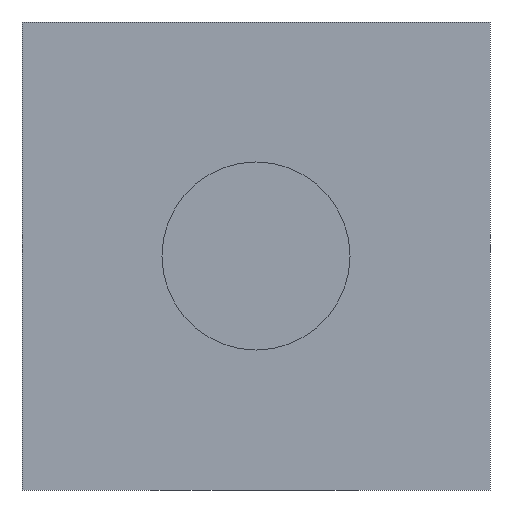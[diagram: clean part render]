
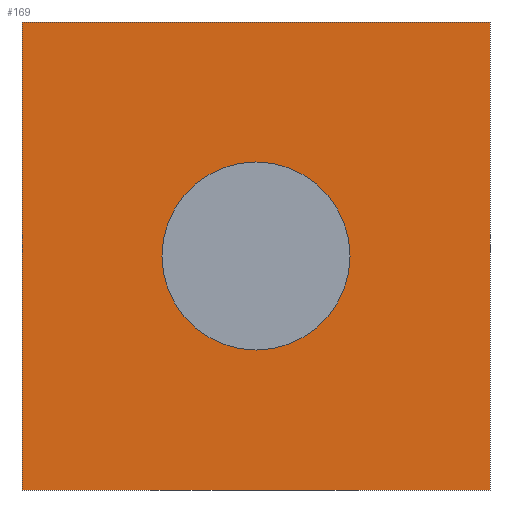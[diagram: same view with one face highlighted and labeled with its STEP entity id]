
A CAD part, front view. The second image highlights one B-rep face of the part: STEP entity #169.
In plain terms, the highlighted planar face has unit normal (0, -1, 0).
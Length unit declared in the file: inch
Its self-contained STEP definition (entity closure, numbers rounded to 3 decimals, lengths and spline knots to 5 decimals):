
#15=LINE('',#277,#27);
#19=LINE('',#285,#31);
#22=LINE('',#291,#34);
#25=LINE('',#296,#37);
#27=VECTOR('',#234,0.3937);
#31=VECTOR('',#240,0.3937);
#34=VECTOR('',#245,0.3937);
#37=VECTOR('',#250,0.3937);
#45=PLANE('',#206);
#52=FACE_BOUND('',#80,.T.);
#63=FACE_OUTER_BOUND('',#79,.T.);
#79=EDGE_LOOP('',(#147,#148,#149,#150));
#80=EDGE_LOOP('',(#151));
#86=CIRCLE('',#196,0.14063);
#92=VERTEX_POINT('',#265);
#95=VERTEX_POINT('',#275);
#96=VERTEX_POINT('',#276);
#99=VERTEX_POINT('',#284);
#101=VERTEX_POINT('',#290);
#106=EDGE_CURVE('',#92,#92,#86,.T.);
#109=EDGE_CURVE('',#95,#96,#15,.T.);
#113=EDGE_CURVE('',#96,#99,#19,.T.);
#116=EDGE_CURVE('',#99,#101,#22,.T.);
#119=EDGE_CURVE('',#101,#95,#25,.T.);
#147=ORIENTED_EDGE('',*,*,#119,.T.);
#148=ORIENTED_EDGE('',*,*,#109,.T.);
#149=ORIENTED_EDGE('',*,*,#113,.T.);
#150=ORIENTED_EDGE('',*,*,#116,.T.);
#151=ORIENTED_EDGE('',*,*,#106,.T.);
#169=ADVANCED_FACE('',(#63,#52),#45,.F.);
#196=AXIS2_PLACEMENT_3D('',#266,#220,#221);
#206=AXIS2_PLACEMENT_3D('',#298,#252,#253);
#220=DIRECTION('center_axis',(0.,1.,0.));
#221=DIRECTION('ref_axis',(-1.,0.,0.));
#234=DIRECTION('',(0.,0.,-1.));
#240=DIRECTION('',(1.,0.,0.));
#245=DIRECTION('',(0.,0.,1.));
#250=DIRECTION('',(-1.,0.,0.));
#252=DIRECTION('center_axis',(0.,1.,0.));
#253=DIRECTION('ref_axis',(0.,0.,1.));
#265=CARTESIAN_POINT('',(0.14063,0.,0.));
#266=CARTESIAN_POINT('Origin',(0.,0.,0.));
#275=CARTESIAN_POINT('',(-0.35,0.,0.35));
#276=CARTESIAN_POINT('',(-0.35,0.,-0.35));
#277=CARTESIAN_POINT('',(-0.35,0.,0.35));
#284=CARTESIAN_POINT('',(0.35,0.,-0.35));
#285=CARTESIAN_POINT('',(-0.35,0.,-0.35));
#290=CARTESIAN_POINT('',(0.35,0.,0.35));
#291=CARTESIAN_POINT('',(0.35,0.,-0.35));
#296=CARTESIAN_POINT('',(0.35,0.,0.35));
#298=CARTESIAN_POINT('Origin',(0.,0.,0.));
